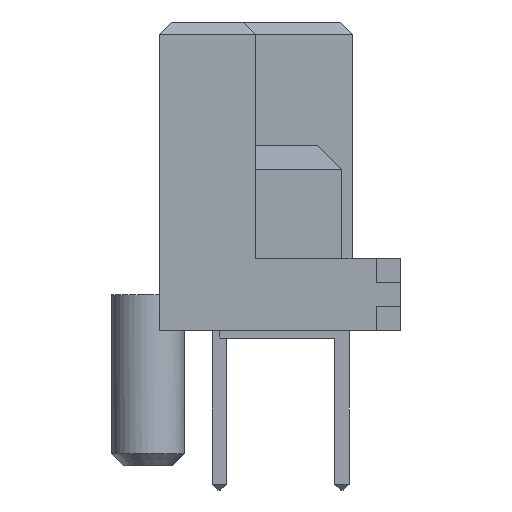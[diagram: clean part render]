
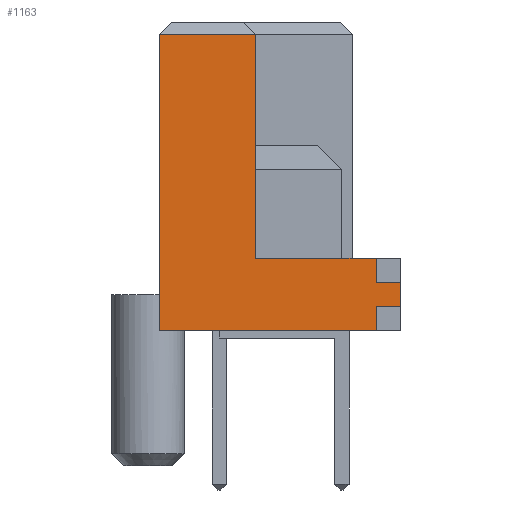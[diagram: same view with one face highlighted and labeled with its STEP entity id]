
A CAD part, front view. The second image highlights one B-rep face of the part: STEP entity #1163.
In plain terms, the highlighted planar face has unit normal (0, -1, 0).
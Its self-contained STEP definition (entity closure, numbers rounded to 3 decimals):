
#13=DIRECTION('',(0.,0.,1.));
#27=VECTOR('',#13,1.);
#30=VERTEX_POINT('',#31);
#31=CARTESIAN_POINT('',(3.25,-19.035,0.5));
#36=EDGE_CURVE('',#37,#30,#39,.T.);
#37=VERTEX_POINT('',#38);
#38=CARTESIAN_POINT('',(3.25,-19.035,0.));
#39=LINE('',#38,#27);
#45=DIRECTION('',(1.,0.,0.));
#59=VECTOR('',#60,1.);
#60=DIRECTION('',(-1.,0.,0.));
#77=VECTOR('',#45,1.);
#95=CARTESIAN_POINT('',(-1.25,-19.035,0.));
#493=EDGE_CURVE('',#37,#494,#495,.T.);
#494=VERTEX_POINT('',#95);
#495=LINE('',#496,#59);
#496=CARTESIAN_POINT('',(3.75,-19.035,0.));
#1152=ORIENTED_EDGE('',*,*,#1153,.T.);
#1153=EDGE_CURVE('',#30,#1154,#1156,.T.);
#1154=VERTEX_POINT('',#1155);
#1155=CARTESIAN_POINT('',(3.75,-19.035,0.5));
#1156=LINE('',#31,#77);
#1163=ADVANCED_FACE('',(#1164),#1204,.T.);
#1164=FACE_BOUND('',#1165,.T.);
#1165=EDGE_LOOP('',(#1166,#1167,#1152,#1168,#1173,#1178,#1183,#1189,#1195,#1201));
#1166=ORIENTED_EDGE('',*,*,#493,.F.);
#1167=ORIENTED_EDGE('',*,*,#36,.T.);
#1168=ORIENTED_EDGE('',*,*,#1169,.T.);
#1169=EDGE_CURVE('',#1154,#1170,#1172,.T.);
#1170=VERTEX_POINT('',#1171);
#1171=CARTESIAN_POINT('',(3.75,-19.035,1.));
#1172=LINE('',#496,#27);
#1173=ORIENTED_EDGE('',*,*,#1174,.F.);
#1174=EDGE_CURVE('',#1175,#1170,#1177,.T.);
#1175=VERTEX_POINT('',#1176);
#1176=CARTESIAN_POINT('',(3.25,-19.035,1.));
#1177=LINE('',#1176,#77);
#1178=ORIENTED_EDGE('',*,*,#1179,.T.);
#1179=EDGE_CURVE('',#1175,#1180,#1182,.T.);
#1180=VERTEX_POINT('',#1181);
#1181=CARTESIAN_POINT('',(3.25,-19.035,1.5));
#1182=LINE('',#1176,#27);
#1183=ORIENTED_EDGE('',*,*,#1184,.T.);
#1184=EDGE_CURVE('',#1180,#1185,#1187,.T.);
#1185=VERTEX_POINT('',#1186);
#1186=CARTESIAN_POINT('',(0.75,-19.035,1.5));
#1187=LINE('',#1188,#59);
#1188=CARTESIAN_POINT('',(3.75,-19.035,1.5));
#1189=ORIENTED_EDGE('',*,*,#1190,.T.);
#1190=EDGE_CURVE('',#1185,#1191,#1193,.T.);
#1191=VERTEX_POINT('',#1192);
#1192=CARTESIAN_POINT('',(0.75,-19.035,6.15));
#1193=LINE('',#1194,#27);
#1194=CARTESIAN_POINT('',(0.75,-19.035,0.));
#1195=ORIENTED_EDGE('',*,*,#1196,.F.);
#1196=EDGE_CURVE('',#1197,#1191,#1199,.T.);
#1197=VERTEX_POINT('',#1198);
#1198=CARTESIAN_POINT('',(-1.25,-19.035,6.15));
#1199=LINE('',#1200,#77);
#1200=CARTESIAN_POINT('',(-1.,-19.035,6.15));
#1201=ORIENTED_EDGE('',*,*,#1202,.F.);
#1202=EDGE_CURVE('',#494,#1197,#1203,.T.);
#1203=LINE('',#95,#27);
#1204=PLANE('',#1205);
#1205=AXIS2_PLACEMENT_3D('',#1206,#1207,#1208);
#1206=CARTESIAN_POINT('',(0.602,-19.035,2.449));
#1207=DIRECTION('',(0.,-1.,0.));
#1208=DIRECTION('',(-1.,0.,0.));
